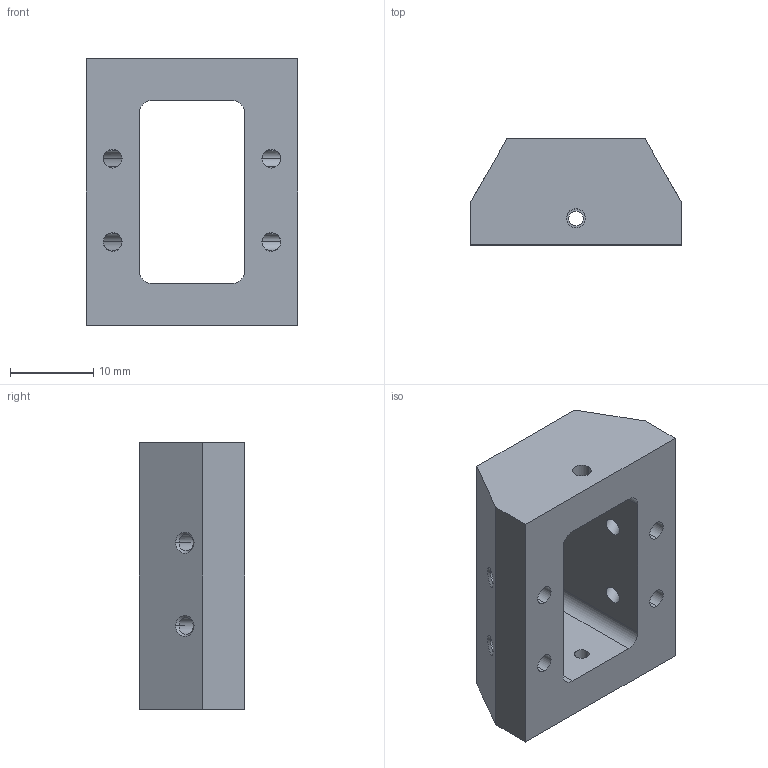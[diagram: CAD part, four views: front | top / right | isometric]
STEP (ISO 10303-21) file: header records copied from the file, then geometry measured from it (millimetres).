
FILE_DESCRIPTION (( 'STEP AP203' ), '1' );
FILE_NAME ('D0902664-v3.STEP', '2012-04-30T16:46:58', ( 'Dwayne Giardina' ), ( 'Microsoft' ), 'SwSTEP 2.0', 'SolidWorks 2012', '' );
FILE_SCHEMA (( 'CONFIG_CONTROL_DESIGN' ));
Length unit declared in the file: inch
Products named in the file (1): D0902664-v3
Bounding box: 25.4 x 12.7 x 32 mm (x, y, z)
Volume: 5526.6 mm3; surface area: 3409.6 mm2
Topology: 1 solids, 1 shells, 54 faces, 160 edges, 104 vertices
Faces by surface type: cylinder 26, plane 20, cone 8
Entity records: 2105 total; most frequent: CARTESIAN_POINT 557, ORIENTED_EDGE 320, DIRECTION 298, EDGE_CURVE 160, AXIS2_PLACEMENT_3D 115, VERTEX_POINT 104, EDGE_LOOP 74, VECTOR 68
